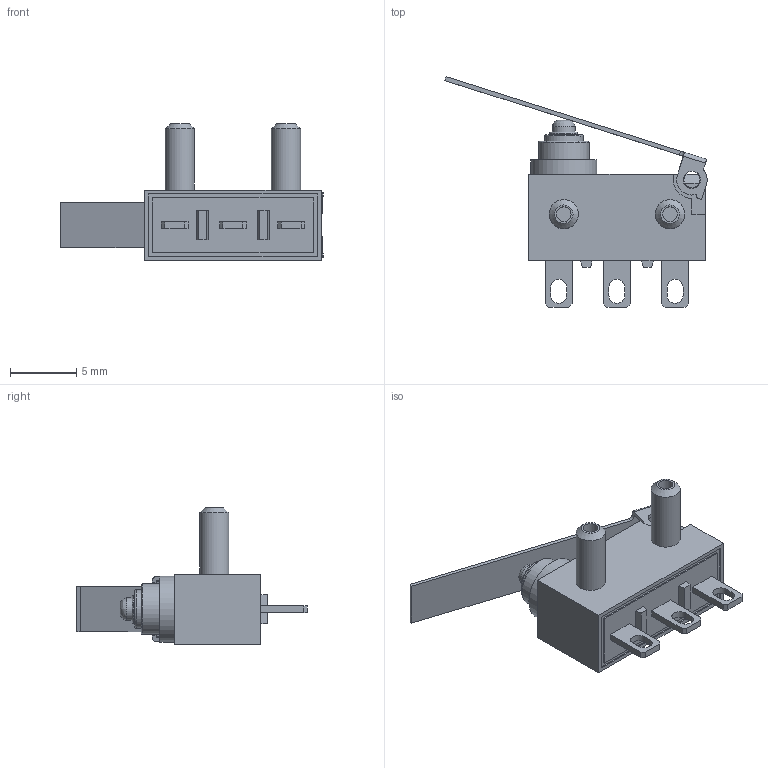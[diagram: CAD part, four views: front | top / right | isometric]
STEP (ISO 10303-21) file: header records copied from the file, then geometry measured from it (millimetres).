
FILE_DESCRIPTION((' '),'2;1');
FILE_NAME('WS0850101F050SA.stp','2017-08-03T13:54:13',(' '),(' '),' ','ACIS',' ');
FILE_SCHEMA(('CONFIG_CONTROL_DESIGN'));
Length unit declared in the file: inch
Products named in the file (1): WS0850101F050SA.stp
Bounding box: 19.76 x 17.36 x 10.3 mm (x, y, z)
Volume: 553.4 mm3; surface area: 771 mm2
Topology: 2 solids, 2 shells, 189 faces, 482 edges, 318 vertices
Faces by surface type: plane 121, cylinder 59, torus 6, cone 2, bspline 1
Full cylindrical faces by diameter (mm): 1.1 x2, 1.3 x2, 1.7 x1, 2.2 x2, 2.9 x1, 3.8 x1, 4.5 x1, 4.95 x1
Entity records: 5770 total; most frequent: CARTESIAN_POINT 1010, DIRECTION 970, ORIENTED_EDGE 920, EDGE_CURVE 460, VECTOR 328, LINE 328, AXIS2_PLACEMENT_3D 321, VERTEX_POINT 316
